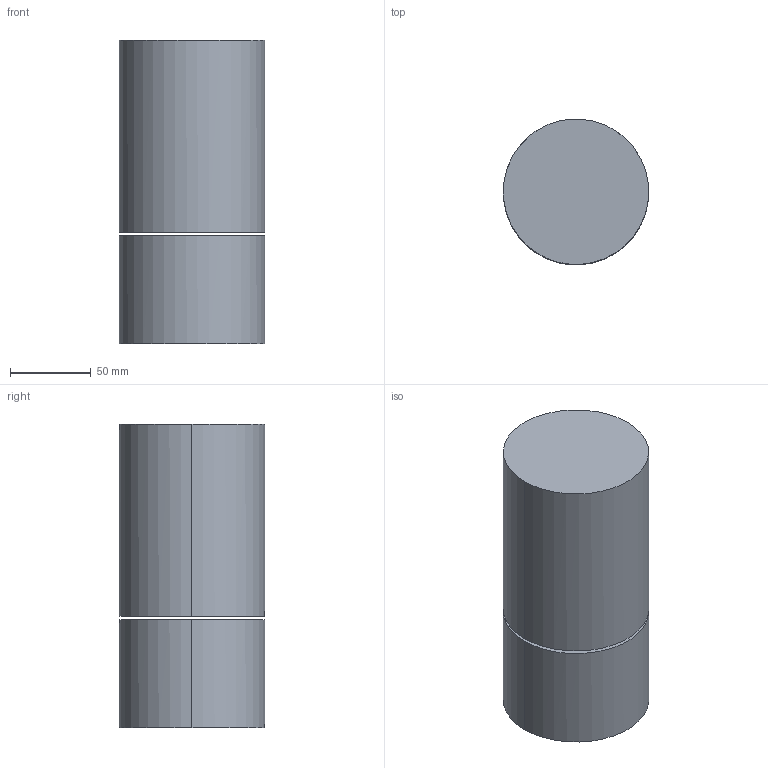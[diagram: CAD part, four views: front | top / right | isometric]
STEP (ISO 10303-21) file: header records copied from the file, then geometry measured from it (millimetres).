
FILE_DESCRIPTION(/* description */ (''),/* implementation_level */ '2;1');
FILE_NAME(/* name */ '3D HOY PLAF SEMPLIFICATO',/* time_stamp */ '2020-01-17T16:51:20+01:00',/* author */ (''),/* organization */ (''),/* preprocessor_version */ 'ST-DEVELOPER v15',/* originating_system */ '',/* authorisation */ '');
FILE_SCHEMA (('AUTOMOTIVE_DESIGN'));
Length unit declared in the file: millimetre
Products named in the file (1): Document
Bounding box: 90 x 89.76 x 188 mm (x, y, z)
Volume: 1132473.9 mm3; surface area: 81164.2 mm2
Topology: 2 solids, 2 shells, 25 faces, 54 edges, 36 vertices
Faces by surface type: bspline 13, plane 12
Entity records: 1045 total; most frequent: CARTESIAN_POINT 661, ORIENTED_EDGE 108, EDGE_CURVE 54, VERTEX_POINT 36, EDGE_LOOP 30, ADVANCED_FACE 25, FACE_OUTER_BOUND 25, B_SPLINE_CURVE_WITH_KNOTS 20
